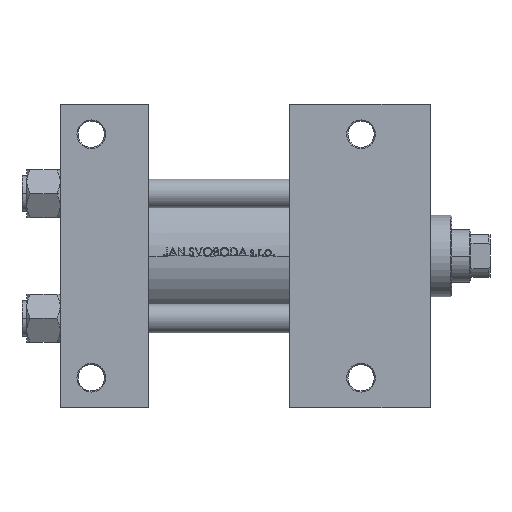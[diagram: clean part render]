
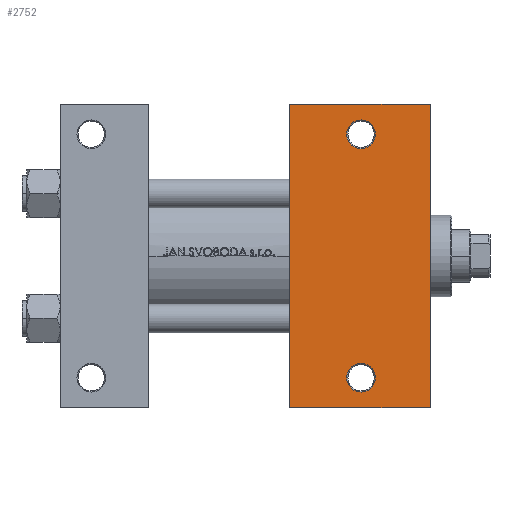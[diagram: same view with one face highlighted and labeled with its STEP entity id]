
A CAD part, front view. The second image highlights one B-rep face of the part: STEP entity #2752.
In plain terms, the highlighted face is planar.
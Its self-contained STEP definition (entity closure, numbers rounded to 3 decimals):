
#818 = ORIENTED_EDGE ( 'NONE', *, *, #30708, .T. ) ;
#1013 = CIRCLE ( 'NONE', #16833, 5.999 ) ;
#1709 = PLANE ( 'NONE',  #37448 ) ;
#2261 = ORIENTED_EDGE ( 'NONE', *, *, #8503, .F. ) ;
#2472 = CARTESIAN_POINT ( 'NONE',  ( 131.999, 51., -37.5 ) ) ;
#2752 = ADVANCED_FACE ( 'NONE', ( #9618, #21055, #35681 ), #1709, .T. ) ;
#2783 = DIRECTION ( 'NONE',  ( 1., 0., 0. ) ) ;
#5666 = DIRECTION ( 'NONE',  ( -1., 0., 0. ) ) ;
#6426 = LINE ( 'NONE', #17591, #35598 ) ;
#6979 = ORIENTED_EDGE ( 'NONE', *, *, #40534, .T. ) ;
#8198 = ORIENTED_EDGE ( 'NONE', *, *, #22132, .T. ) ;
#8375 = EDGE_CURVE ( 'NONE', #15174, #36140, #1013, .T. ) ;
#8503 = EDGE_CURVE ( 'NONE', #10981, #44697, #26613, .T. ) ;
#8769 = ORIENTED_EDGE ( 'NONE', *, *, #35997, .T. ) ;
#9618 = FACE_BOUND ( 'NONE', #11265, .T. ) ;
#9860 = DIRECTION ( 'NONE',  ( 0., 0., -1. ) ) ;
#10091 = CARTESIAN_POINT ( 'NONE',  ( 131.999, -51., -37.5 ) ) ;
#10172 = CIRCLE ( 'NONE', #38685, 5.999 ) ;
#10981 = VERTEX_POINT ( 'NONE', #25112 ) ;
#11072 = EDGE_CURVE ( 'NONE', #10981, #20093, #30312, .T. ) ;
#11265 = EDGE_LOOP ( 'NONE', ( #22776, #818 ) ) ;
#11538 = CARTESIAN_POINT ( 'NONE',  ( 126., -51., -37.5 ) ) ;
#12256 = CARTESIAN_POINT ( 'NONE',  ( 126., 51., -37.5 ) ) ;
#14013 = AXIS2_PLACEMENT_3D ( 'NONE', #36267, #17416, #32056 ) ;
#14907 = CARTESIAN_POINT ( 'NONE',  ( 96., -63.5, -37.5 ) ) ;
#15174 = VERTEX_POINT ( 'NONE', #17948 ) ;
#16833 = AXIS2_PLACEMENT_3D ( 'NONE', #12256, #42261, #23443 ) ;
#17249 = EDGE_LOOP ( 'NONE', ( #2261, #32450, #34007, #8769 ) ) ;
#17416 = DIRECTION ( 'NONE',  ( 0., 0., 1. ) ) ;
#17591 = CARTESIAN_POINT ( 'NONE',  ( 155., 37.5, -37.5 ) ) ;
#17948 = CARTESIAN_POINT ( 'NONE',  ( 120.001, 51., -37.5 ) ) ;
#18086 = CARTESIAN_POINT ( 'NONE',  ( 120.001, -51., -37.5 ) ) ;
#18427 = DIRECTION ( 'NONE',  ( 0., -1., 0. ) ) ;
#19257 = DIRECTION ( 'NONE',  ( -1., 0., 0. ) ) ;
#20093 = VERTEX_POINT ( 'NONE', #22055 ) ;
#21055 = FACE_BOUND ( 'NONE', #47031, .T. ) ;
#21081 = DIRECTION ( 'NONE',  ( 0., -1., 0. ) ) ;
#22055 = CARTESIAN_POINT ( 'NONE',  ( 155., 63.5, -37.5 ) ) ;
#22132 = EDGE_CURVE ( 'NONE', #24328, #23371, #29861, .T. ) ;
#22776 = ORIENTED_EDGE ( 'NONE', *, *, #8375, .T. ) ;
#23371 = VERTEX_POINT ( 'NONE', #18086 ) ;
#23443 = DIRECTION ( 'NONE',  ( -1., 0., 0. ) ) ;
#24328 = VERTEX_POINT ( 'NONE', #10091 ) ;
#25112 = CARTESIAN_POINT ( 'NONE',  ( 96., 63.5, -37.5 ) ) ;
#25949 = DIRECTION ( 'NONE',  ( 0., 0., 1. ) ) ;
#26613 = LINE ( 'NONE', #40982, #48505 ) ;
#29242 = VERTEX_POINT ( 'NONE', #32152 ) ;
#29861 = CIRCLE ( 'NONE', #14013, 5.999 ) ;
#30044 = CIRCLE ( 'NONE', #41879, 5.999 ) ;
#30312 = LINE ( 'NONE', #44923, #48573 ) ;
#30559 = DIRECTION ( 'NONE',  ( -1., 0., 0. ) ) ;
#30683 = VECTOR ( 'NONE', #36335, 1000. ) ;
#30708 = EDGE_CURVE ( 'NONE', #36140, #15174, #10172, .T. ) ;
#32056 = DIRECTION ( 'NONE',  ( -1., 0., 0. ) ) ;
#32152 = CARTESIAN_POINT ( 'NONE',  ( 155., -63.5, -37.5 ) ) ;
#32450 = ORIENTED_EDGE ( 'NONE', *, *, #11072, .T. ) ;
#34007 = ORIENTED_EDGE ( 'NONE', *, *, #41002, .T. ) ;
#35598 = VECTOR ( 'NONE', #21081, 1000. ) ;
#35681 = FACE_OUTER_BOUND ( 'NONE', #17249, .T. ) ;
#35997 = EDGE_CURVE ( 'NONE', #29242, #44697, #44002, .T. ) ;
#36140 = VERTEX_POINT ( 'NONE', #2472 ) ;
#36267 = CARTESIAN_POINT ( 'NONE',  ( 126., -51., -37.5 ) ) ;
#36335 = DIRECTION ( 'NONE',  ( -1., 0., 0. ) ) ;
#37448 = AXIS2_PLACEMENT_3D ( 'NONE', #47085, #9860, #5666 ) ;
#38685 = AXIS2_PLACEMENT_3D ( 'NONE', #42908, #38712, #30559 ) ;
#38712 = DIRECTION ( 'NONE',  ( 0., 0., 1. ) ) ;
#40527 = CARTESIAN_POINT ( 'NONE',  ( 96., -63.5, -37.5 ) ) ;
#40534 = EDGE_CURVE ( 'NONE', #23371, #24328, #30044, .T. ) ;
#40982 = CARTESIAN_POINT ( 'NONE',  ( 96., 37.5, -37.5 ) ) ;
#41002 = EDGE_CURVE ( 'NONE', #20093, #29242, #6426, .T. ) ;
#41879 = AXIS2_PLACEMENT_3D ( 'NONE', #11538, #25949, #19257 ) ;
#42261 = DIRECTION ( 'NONE',  ( 0., 0., 1. ) ) ;
#42908 = CARTESIAN_POINT ( 'NONE',  ( 126., 51., -37.5 ) ) ;
#44002 = LINE ( 'NONE', #40527, #30683 ) ;
#44697 = VERTEX_POINT ( 'NONE', #14907 ) ;
#44923 = CARTESIAN_POINT ( 'NONE',  ( 96., 63.5, -37.5 ) ) ;
#47031 = EDGE_LOOP ( 'NONE', ( #6979, #8198 ) ) ;
#47085 = CARTESIAN_POINT ( 'NONE',  ( 155., 37.5, -37.5 ) ) ;
#48505 = VECTOR ( 'NONE', #18427, 1000. ) ;
#48573 = VECTOR ( 'NONE', #2783, 1000. ) ;
